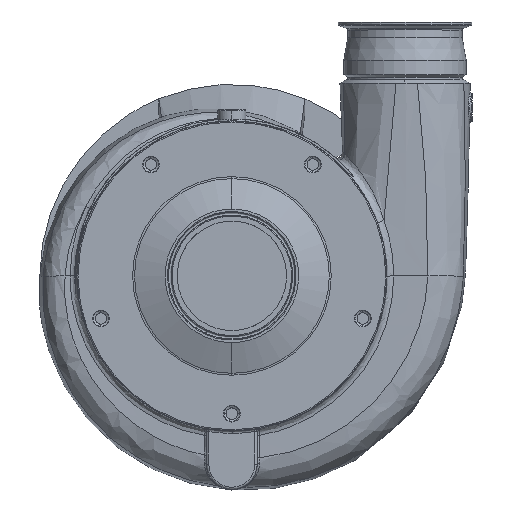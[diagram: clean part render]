
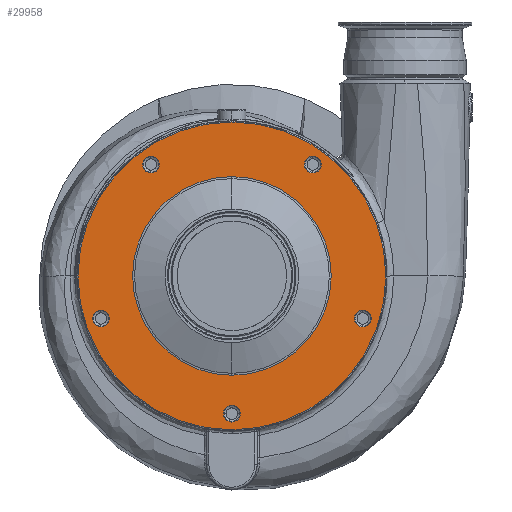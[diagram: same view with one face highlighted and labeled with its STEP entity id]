
A CAD part, top view. The second image highlights one B-rep face of the part: STEP entity #29958.
In plain terms, the highlighted planar face has unit normal (0, 0, 1).
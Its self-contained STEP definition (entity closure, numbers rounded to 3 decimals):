
#498 = CARTESIAN_POINT ( 'NONE',  ( 72.004, 99.105, 328.6 ) ) ;
#535 = ORIENTED_EDGE ( 'NONE', *, *, #45139, .T. ) ;
#1201 = VERTEX_POINT ( 'NONE', #55241 ) ;
#2473 = AXIS2_PLACEMENT_3D ( 'NONE', #36834, #6747, #14699 ) ;
#2665 = CARTESIAN_POINT ( 'NONE',  ( -116.504, -37.855, 328.6 ) ) ;
#2862 = CARTESIAN_POINT ( 'NONE',  ( 0., -137., 328.6 ) ) ;
#3232 = CARTESIAN_POINT ( 'NONE',  ( -72.004, 106.605, 328.6 ) ) ;
#3290 = DIRECTION ( 'NONE',  ( 0., 1., 0. ) ) ;
#3341 = ORIENTED_EDGE ( 'NONE', *, *, #48787, .T. ) ;
#3382 = EDGE_CURVE ( 'NONE', #17525, #53446, #42307, .T. ) ;
#4081 = CARTESIAN_POINT ( 'NONE',  ( 116.504, -30.355, 328.6 ) ) ;
#4881 = EDGE_CURVE ( 'NONE', #43261, #46095, #20864, .T. ) ;
#5240 = CIRCLE ( 'NONE', #13375, 137. ) ;
#5652 = VERTEX_POINT ( 'NONE', #6700 ) ;
#5857 = EDGE_CURVE ( 'NONE', #46095, #43261, #55262, .T. ) ;
#6700 = CARTESIAN_POINT ( 'NONE',  ( 0., -130., 328.6 ) ) ;
#6747 = DIRECTION ( 'NONE',  ( 0., 0., -1. ) ) ;
#7722 = EDGE_LOOP ( 'NONE', ( #35810, #17593 ) ) ;
#9615 = DIRECTION ( 'NONE',  ( 0., -1., 0. ) ) ;
#9832 = AXIS2_PLACEMENT_3D ( 'NONE', #32630, #20694, #49893 ) ;
#9970 = DIRECTION ( 'NONE',  ( 0., 1., 0. ) ) ;
#10477 = CARTESIAN_POINT ( 'NONE',  ( -72.004, 91.605, 328.6 ) ) ;
#10608 = CIRCLE ( 'NONE', #2473, 7.5 ) ;
#10799 = FACE_BOUND ( 'NONE', #29266, .T. ) ;
#10950 = EDGE_LOOP ( 'NONE', ( #535, #21995 ) ) ;
#11015 = CIRCLE ( 'NONE', #49068, 137. ) ;
#11025 = EDGE_CURVE ( 'NONE', #41723, #26040, #10608, .T. ) ;
#11547 = DIRECTION ( 'NONE',  ( 0., -1., 0. ) ) ;
#12083 = CARTESIAN_POINT ( 'NONE',  ( 0., -122.5, 328.6 ) ) ;
#12805 = CARTESIAN_POINT ( 'NONE',  ( 0., -122.5, 328.6 ) ) ;
#13375 = AXIS2_PLACEMENT_3D ( 'NONE', #46706, #38497, #11547 ) ;
#14699 = DIRECTION ( 'NONE',  ( 0., 1., 0. ) ) ;
#15338 = CARTESIAN_POINT ( 'NONE',  ( 137., 0., 328.6 ) ) ;
#15889 = FACE_BOUND ( 'NONE', #32571, .T. ) ;
#16500 = CIRCLE ( 'NONE', #25610, 7.5 ) ;
#16555 = CARTESIAN_POINT ( 'NONE',  ( 116.504, -37.855, 328.6 ) ) ;
#16857 = EDGE_CURVE ( 'NONE', #5652, #27730, #40765, .T. ) ;
#17061 = DIRECTION ( 'NONE',  ( 0., 0., -1. ) ) ;
#17484 = DIRECTION ( 'NONE',  ( 0., 1., 0. ) ) ;
#17525 = VERTEX_POINT ( 'NONE', #47334 ) ;
#17593 = ORIENTED_EDGE ( 'NONE', *, *, #25373, .T. ) ;
#17765 = DIRECTION ( 'NONE',  ( 0., 0., -1. ) ) ;
#18507 = CARTESIAN_POINT ( 'NONE',  ( 72.004, 99.105, 328.6 ) ) ;
#19141 = DIRECTION ( 'NONE',  ( 0., 0., -1. ) ) ;
#20387 = ORIENTED_EDGE ( 'NONE', *, *, #4881, .T. ) ;
#20694 = DIRECTION ( 'NONE',  ( 0., 0., -1. ) ) ;
#20864 = CIRCLE ( 'NONE', #21770, 7.5 ) ;
#20869 = VERTEX_POINT ( 'NONE', #2862 ) ;
#21591 = EDGE_CURVE ( 'NONE', #38564, #20869, #11015, .T. ) ;
#21655 = ORIENTED_EDGE ( 'NONE', *, *, #16857, .T. ) ;
#21770 = AXIS2_PLACEMENT_3D ( 'NONE', #498, #26611, #39667 ) ;
#21995 = ORIENTED_EDGE ( 'NONE', *, *, #21591, .T. ) ;
#22483 = CIRCLE ( 'NONE', #23416, 88.382 ) ;
#22727 = EDGE_LOOP ( 'NONE', ( #21655, #46256 ) ) ;
#23416 = AXIS2_PLACEMENT_3D ( 'NONE', #46411, #42732, #3290 ) ;
#23957 = VERTEX_POINT ( 'NONE', #24634 ) ;
#24462 = ORIENTED_EDGE ( 'NONE', *, *, #5857, .T. ) ;
#24634 = CARTESIAN_POINT ( 'NONE',  ( -116.504, -45.355, 328.6 ) ) ;
#24766 = EDGE_CURVE ( 'NONE', #23957, #1201, #53689, .T. ) ;
#25313 = CARTESIAN_POINT ( 'NONE',  ( -116.504, -37.855, 328.6 ) ) ;
#25373 = EDGE_CURVE ( 'NONE', #26040, #41723, #49063, .T. ) ;
#25610 = AXIS2_PLACEMENT_3D ( 'NONE', #50280, #36993, #49726 ) ;
#26040 = VERTEX_POINT ( 'NONE', #4081 ) ;
#26431 = DIRECTION ( 'NONE',  ( 0., 0., -1. ) ) ;
#26611 = DIRECTION ( 'NONE',  ( 0., 0., -1. ) ) ;
#27242 = AXIS2_PLACEMENT_3D ( 'NONE', #18507, #44594, #9970 ) ;
#27519 = DIRECTION ( 'NONE',  ( 0., 0., 1. ) ) ;
#27730 = VERTEX_POINT ( 'NONE', #30030 ) ;
#28141 = FACE_OUTER_BOUND ( 'NONE', #10950, .T. ) ;
#28159 = ORIENTED_EDGE ( 'NONE', *, *, #28492, .T. ) ;
#28325 = ORIENTED_EDGE ( 'NONE', *, *, #3382, .T. ) ;
#28492 = EDGE_CURVE ( 'NONE', #36042, #34559, #16500, .T. ) ;
#28963 = DIRECTION ( 'NONE',  ( 0., 1., 0. ) ) ;
#29266 = EDGE_LOOP ( 'NONE', ( #3341, #28159 ) ) ;
#29424 = DIRECTION ( 'NONE',  ( 0., 0., -1. ) ) ;
#29958 = ADVANCED_FACE ( 'NONE', ( #15889, #53917, #33511, #10799, #54475, #50207, #28141 ), #54751, .F. ) ;
#30030 = CARTESIAN_POINT ( 'NONE',  ( 0., -115., 328.6 ) ) ;
#30161 = AXIS2_PLACEMENT_3D ( 'NONE', #25313, #17061, #42885 ) ;
#30274 = CARTESIAN_POINT ( 'NONE',  ( 0., 0., 328.6 ) ) ;
#32571 = EDGE_LOOP ( 'NONE', ( #35250, #28325 ) ) ;
#32630 = CARTESIAN_POINT ( 'NONE',  ( -72.004, 99.105, 328.6 ) ) ;
#32713 = EDGE_LOOP ( 'NONE', ( #36723, #42625 ) ) ;
#32895 = AXIS2_PLACEMENT_3D ( 'NONE', #15338, #37747, #28963 ) ;
#33356 = AXIS2_PLACEMENT_3D ( 'NONE', #2665, #19141, #36463 ) ;
#33511 = FACE_BOUND ( 'NONE', #55926, .T. ) ;
#34559 = VERTEX_POINT ( 'NONE', #10477 ) ;
#35250 = ORIENTED_EDGE ( 'NONE', *, *, #41519, .T. ) ;
#35810 = ORIENTED_EDGE ( 'NONE', *, *, #11025, .T. ) ;
#36042 = VERTEX_POINT ( 'NONE', #3232 ) ;
#36341 = CARTESIAN_POINT ( 'NONE',  ( 72.004, 106.605, 328.6 ) ) ;
#36463 = DIRECTION ( 'NONE',  ( 0., 1., 0. ) ) ;
#36723 = ORIENTED_EDGE ( 'NONE', *, *, #24766, .T. ) ;
#36834 = CARTESIAN_POINT ( 'NONE',  ( 116.504, -37.855, 328.6 ) ) ;
#36993 = DIRECTION ( 'NONE',  ( 0., 0., -1. ) ) ;
#37747 = DIRECTION ( 'NONE',  ( 0., 0., -1. ) ) ;
#37871 = CIRCLE ( 'NONE', #33356, 7.5 ) ;
#38497 = DIRECTION ( 'NONE',  ( 0., 0., 1. ) ) ;
#38564 = VERTEX_POINT ( 'NONE', #44288 ) ;
#38852 = CIRCLE ( 'NONE', #9832, 7.5 ) ;
#39667 = DIRECTION ( 'NONE',  ( 0., 1., 0. ) ) ;
#40765 = CIRCLE ( 'NONE', #52557, 7.5 ) ;
#41519 = EDGE_CURVE ( 'NONE', #53446, #17525, #22483, .T. ) ;
#41539 = CIRCLE ( 'NONE', #52376, 7.5 ) ;
#41723 = VERTEX_POINT ( 'NONE', #48645 ) ;
#42307 = CIRCLE ( 'NONE', #44891, 88.382 ) ;
#42594 = EDGE_CURVE ( 'NONE', #27730, #5652, #41539, .T. ) ;
#42625 = ORIENTED_EDGE ( 'NONE', *, *, #47089, .T. ) ;
#42732 = DIRECTION ( 'NONE',  ( 0., 0., -1. ) ) ;
#42885 = DIRECTION ( 'NONE',  ( 0., 1., 0. ) ) ;
#43261 = VERTEX_POINT ( 'NONE', #36341 ) ;
#44288 = CARTESIAN_POINT ( 'NONE',  ( 0., 137., 328.6 ) ) ;
#44594 = DIRECTION ( 'NONE',  ( 0., 0., -1. ) ) ;
#44891 = AXIS2_PLACEMENT_3D ( 'NONE', #30274, #17765, #48093 ) ;
#45139 = EDGE_CURVE ( 'NONE', #20869, #38564, #5240, .T. ) ;
#46095 = VERTEX_POINT ( 'NONE', #49619 ) ;
#46256 = ORIENTED_EDGE ( 'NONE', *, *, #42594, .T. ) ;
#46339 = AXIS2_PLACEMENT_3D ( 'NONE', #16555, #51164, #55702 ) ;
#46411 = CARTESIAN_POINT ( 'NONE',  ( 0., 0., 328.6 ) ) ;
#46706 = CARTESIAN_POINT ( 'NONE',  ( 0., 0., 328.6 ) ) ;
#47089 = EDGE_CURVE ( 'NONE', #1201, #23957, #37871, .T. ) ;
#47334 = CARTESIAN_POINT ( 'NONE',  ( 0., -88.382, 328.6 ) ) ;
#48093 = DIRECTION ( 'NONE',  ( 0., 1., 0. ) ) ;
#48645 = CARTESIAN_POINT ( 'NONE',  ( 116.504, -45.355, 328.6 ) ) ;
#48787 = EDGE_CURVE ( 'NONE', #34559, #36042, #38852, .T. ) ;
#49063 = CIRCLE ( 'NONE', #46339, 7.5 ) ;
#49068 = AXIS2_PLACEMENT_3D ( 'NONE', #52478, #27519, #9615 ) ;
#49619 = CARTESIAN_POINT ( 'NONE',  ( 72.004, 91.605, 328.6 ) ) ;
#49726 = DIRECTION ( 'NONE',  ( 0., 1., 0. ) ) ;
#49893 = DIRECTION ( 'NONE',  ( 0., 1., 0. ) ) ;
#50207 = FACE_BOUND ( 'NONE', #22727, .T. ) ;
#50280 = CARTESIAN_POINT ( 'NONE',  ( -72.004, 99.105, 328.6 ) ) ;
#51164 = DIRECTION ( 'NONE',  ( 0., 0., -1. ) ) ;
#51952 = DIRECTION ( 'NONE',  ( 0., 1., 0. ) ) ;
#52141 = CARTESIAN_POINT ( 'NONE',  ( 0., 88.382, 328.6 ) ) ;
#52376 = AXIS2_PLACEMENT_3D ( 'NONE', #12805, #26431, #51952 ) ;
#52478 = CARTESIAN_POINT ( 'NONE',  ( 0., 0., 328.6 ) ) ;
#52557 = AXIS2_PLACEMENT_3D ( 'NONE', #12083, #29424, #17484 ) ;
#53446 = VERTEX_POINT ( 'NONE', #52141 ) ;
#53689 = CIRCLE ( 'NONE', #30161, 7.5 ) ;
#53917 = FACE_BOUND ( 'NONE', #7722, .T. ) ;
#54475 = FACE_BOUND ( 'NONE', #32713, .T. ) ;
#54751 = PLANE ( 'NONE',  #32895 ) ;
#55241 = CARTESIAN_POINT ( 'NONE',  ( -116.504, -30.355, 328.6 ) ) ;
#55262 = CIRCLE ( 'NONE', #27242, 7.5 ) ;
#55702 = DIRECTION ( 'NONE',  ( 0., 1., 0. ) ) ;
#55926 = EDGE_LOOP ( 'NONE', ( #24462, #20387 ) ) ;
